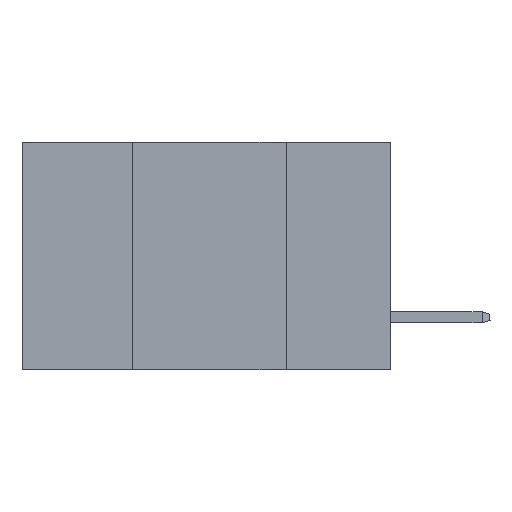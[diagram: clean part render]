
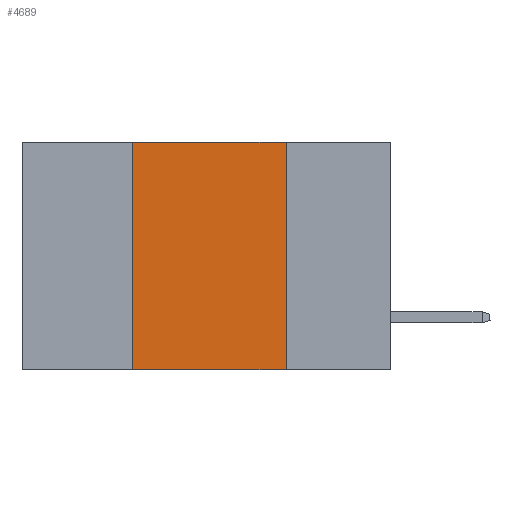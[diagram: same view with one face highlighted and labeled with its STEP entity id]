
A CAD part, left-side view. The second image highlights one B-rep face of the part: STEP entity #4689.
In plain terms, the highlighted planar face has unit normal (-1, 0, 0).
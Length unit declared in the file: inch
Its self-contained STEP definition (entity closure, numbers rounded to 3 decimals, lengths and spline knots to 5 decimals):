
#213 = DIRECTION ( 'NONE',  ( 0., 0., -1. ) ) ;
#278 = ORIENTED_EDGE ( 'NONE', *, *, #3396, .F. ) ;
#830 = LINE ( 'NONE', #2317, #12686 ) ;
#939 = CARTESIAN_POINT ( 'NONE',  ( 0., 0.42, -0.37 ) ) ;
#1486 = EDGE_CURVE ( 'NONE', #28978, #15535, #25472, .T. ) ;
#1999 = VECTOR ( 'NONE', #15554, 39.37008 ) ;
#2317 = CARTESIAN_POINT ( 'NONE',  ( 0., 0.6, 0. ) ) ;
#2379 = CARTESIAN_POINT ( 'NONE',  ( 0., 0.42, 0. ) ) ;
#3396 = EDGE_CURVE ( 'NONE', #27124, #15535, #5258, .T. ) ;
#3453 = VERTEX_POINT ( 'NONE', #2379 ) ;
#4406 = FACE_OUTER_BOUND ( 'NONE', #24216, .T. ) ;
#4689 = ADVANCED_FACE ( 'NONE', ( #4406 ), #23525, .F. ) ;
#5258 = LINE ( 'NONE', #10619, #24158 ) ;
#6680 = LINE ( 'NONE', #19167, #31313 ) ;
#7019 = DIRECTION ( 'NONE',  ( 1., 0., 0. ) ) ;
#10619 = CARTESIAN_POINT ( 'NONE',  ( 0., 0.17, 0. ) ) ;
#10797 = ORIENTED_EDGE ( 'NONE', *, *, #20702, .F. ) ;
#12686 = VECTOR ( 'NONE', #14331, 39.37008 ) ;
#14089 = DIRECTION ( 'NONE',  ( 0., 0., 1. ) ) ;
#14331 = DIRECTION ( 'NONE',  ( 0., -1., 0. ) ) ;
#15535 = VERTEX_POINT ( 'NONE', #23928 ) ;
#15554 = DIRECTION ( 'NONE',  ( 0., -1., 0. ) ) ;
#16190 = CARTESIAN_POINT ( 'NONE',  ( 0., 0.6, 0. ) ) ;
#19167 = CARTESIAN_POINT ( 'NONE',  ( 0., 0.42, 0. ) ) ;
#20702 = EDGE_CURVE ( 'NONE', #28978, #3453, #6680, .T. ) ;
#21926 = CARTESIAN_POINT ( 'NONE',  ( 0., 0.17, 0. ) ) ;
#22008 = AXIS2_PLACEMENT_3D ( 'NONE', #16190, #7019, #29879 ) ;
#22246 = ORIENTED_EDGE ( 'NONE', *, *, #27444, .F. ) ;
#23525 = PLANE ( 'NONE',  #22008 ) ;
#23928 = CARTESIAN_POINT ( 'NONE',  ( 0., 0.17, -0.37 ) ) ;
#24158 = VECTOR ( 'NONE', #213, 39.37008 ) ;
#24216 = EDGE_LOOP ( 'NONE', ( #278, #22246, #10797, #29178 ) ) ;
#25472 = LINE ( 'NONE', #25476, #1999 ) ;
#25476 = CARTESIAN_POINT ( 'NONE',  ( 0., 0.6, -0.37 ) ) ;
#27124 = VERTEX_POINT ( 'NONE', #21926 ) ;
#27444 = EDGE_CURVE ( 'NONE', #3453, #27124, #830, .T. ) ;
#28978 = VERTEX_POINT ( 'NONE', #939 ) ;
#29178 = ORIENTED_EDGE ( 'NONE', *, *, #1486, .T. ) ;
#29879 = DIRECTION ( 'NONE',  ( 0., 0., -1. ) ) ;
#31313 = VECTOR ( 'NONE', #14089, 39.37008 ) ;
